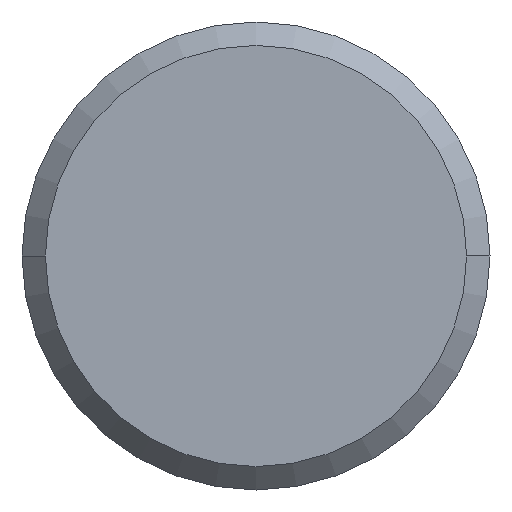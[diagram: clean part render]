
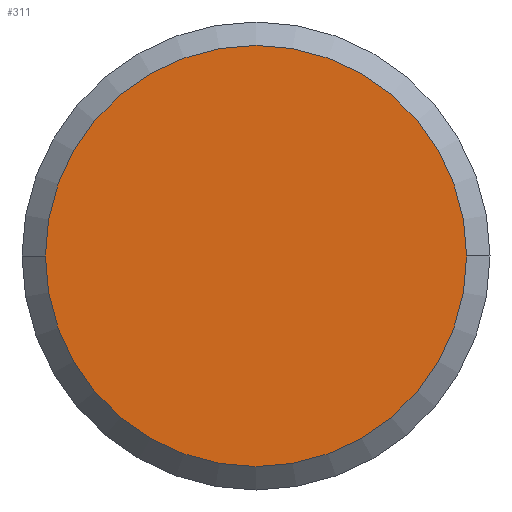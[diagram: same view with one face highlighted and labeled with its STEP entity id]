
A CAD part, left-side view. The second image highlights one B-rep face of the part: STEP entity #311.
In plain terms, the highlighted planar face has unit normal (-1, 0, 0).
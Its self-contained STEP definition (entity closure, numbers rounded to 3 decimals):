
#1 = EDGE_LOOP ( 'NONE', ( #274, #246 ) ) ;
#21 = PLANE ( 'NONE',  #324 ) ;
#32 = DIRECTION ( 'NONE',  ( 1., 0., 0. ) ) ;
#43 = DIRECTION ( 'NONE',  ( 0., -1., 0. ) ) ;
#51 = CARTESIAN_POINT ( 'NONE',  ( -92., 0., 0. ) ) ;
#87 = AXIS2_PLACEMENT_3D ( 'NONE', #290, #32, #148 ) ;
#148 = DIRECTION ( 'NONE',  ( 0., 1., 0. ) ) ;
#157 = VERTEX_POINT ( 'NONE', #206 ) ;
#180 = DIRECTION ( 'NONE',  ( 1., 0., 0. ) ) ;
#181 = EDGE_CURVE ( 'NONE', #157, #222, #231, .T. ) ;
#206 = CARTESIAN_POINT ( 'NONE',  ( -92., -9., 0. ) ) ;
#213 = DIRECTION ( 'NONE',  ( -1., 0., 0. ) ) ;
#222 = VERTEX_POINT ( 'NONE', #240 ) ;
#231 = CIRCLE ( 'NONE', #360, 9. ) ;
#235 = FACE_OUTER_BOUND ( 'NONE', #1, .T. ) ;
#240 = CARTESIAN_POINT ( 'NONE',  ( -92., 9., 0. ) ) ;
#246 = ORIENTED_EDGE ( 'NONE', *, *, #181, .F. ) ;
#261 = CARTESIAN_POINT ( 'NONE',  ( -92., 0., 0. ) ) ;
#274 = ORIENTED_EDGE ( 'NONE', *, *, #308, .F. ) ;
#290 = CARTESIAN_POINT ( 'NONE',  ( -92., 0., 0. ) ) ;
#292 = DIRECTION ( 'NONE',  ( 0., 1., 0. ) ) ;
#308 = EDGE_CURVE ( 'NONE', #222, #157, #365, .T. ) ;
#311 = ADVANCED_FACE ( 'NONE', ( #235 ), #21, .T. ) ;
#324 = AXIS2_PLACEMENT_3D ( 'NONE', #51, #213, #43 ) ;
#360 = AXIS2_PLACEMENT_3D ( 'NONE', #261, #180, #292 ) ;
#365 = CIRCLE ( 'NONE', #87, 9. ) ;
